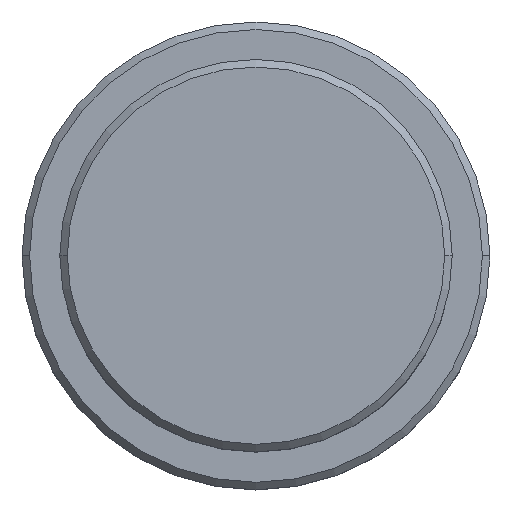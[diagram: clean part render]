
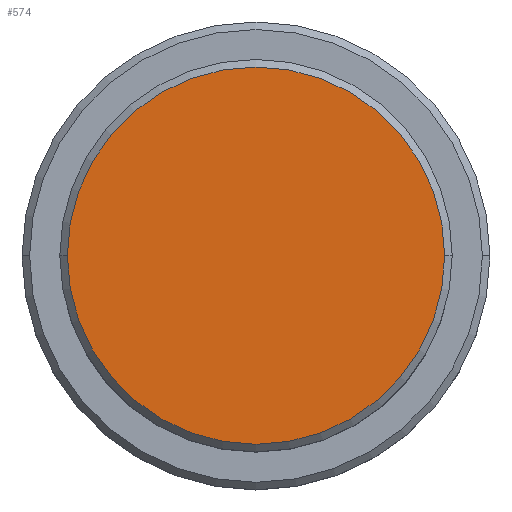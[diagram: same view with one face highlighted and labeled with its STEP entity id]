
A CAD part, top view. The second image highlights one B-rep face of the part: STEP entity #574.
In plain terms, the highlighted planar face has unit normal (0, 0, 1).
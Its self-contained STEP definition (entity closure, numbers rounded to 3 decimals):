
#12 = VERTEX_POINT ( 'NONE', #1250 ) ;
#35 = AXIS2_PLACEMENT_3D ( 'NONE', #360, #1144, #588 ) ;
#47 = EDGE_CURVE ( 'NONE', #999, #12, #1268, .T. ) ;
#145 = DIRECTION ( 'NONE',  ( 0., 0., 1. ) ) ;
#288 = AXIS2_PLACEMENT_3D ( 'NONE', #296, #950, #313 ) ;
#296 = CARTESIAN_POINT ( 'NONE',  ( 0., 0., 0. ) ) ;
#313 = DIRECTION ( 'NONE',  ( 1., 0., 0. ) ) ;
#358 = DIRECTION ( 'NONE',  ( 1., 0., 0. ) ) ;
#360 = CARTESIAN_POINT ( 'NONE',  ( 0., 0., 0. ) ) ;
#386 = AXIS2_PLACEMENT_3D ( 'NONE', #1339, #145, #358 ) ;
#492 = PLANE ( 'NONE',  #386 ) ;
#554 = EDGE_LOOP ( 'NONE', ( #876, #1375 ) ) ;
#574 = ADVANCED_FACE ( 'NONE', ( #930 ), #492, .T. ) ;
#588 = DIRECTION ( 'NONE',  ( 1., 0., 0. ) ) ;
#685 = CARTESIAN_POINT ( 'NONE',  ( 12.5, 0., 0. ) ) ;
#876 = ORIENTED_EDGE ( 'NONE', *, *, #1325, .T. ) ;
#930 = FACE_OUTER_BOUND ( 'NONE', #554, .T. ) ;
#950 = DIRECTION ( 'NONE',  ( 0., 0., 1. ) ) ;
#999 = VERTEX_POINT ( 'NONE', #685 ) ;
#1142 = CIRCLE ( 'NONE', #288, 12.5 ) ;
#1144 = DIRECTION ( 'NONE',  ( 0., 0., 1. ) ) ;
#1250 = CARTESIAN_POINT ( 'NONE',  ( -12.5, 0., 0. ) ) ;
#1268 = CIRCLE ( 'NONE', #35, 12.5 ) ;
#1325 = EDGE_CURVE ( 'NONE', #12, #999, #1142, .T. ) ;
#1339 = CARTESIAN_POINT ( 'NONE',  ( 0., 0., 0. ) ) ;
#1375 = ORIENTED_EDGE ( 'NONE', *, *, #47, .T. ) ;
